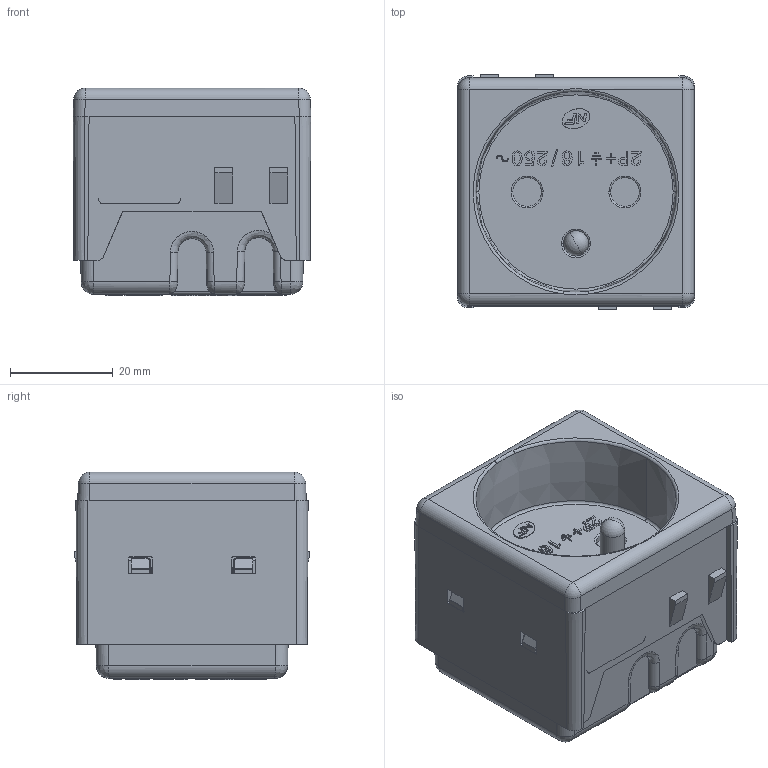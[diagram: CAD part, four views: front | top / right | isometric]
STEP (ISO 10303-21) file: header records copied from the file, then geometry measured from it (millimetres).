
FILE_DESCRIPTION(('CATIA V5 STEP Exchange','CAx-IF Rec.Pracs.--- Model Styling and Organization---1.4--- 2014-01-23'),'2;1');
FILE_NAME('ESTETICA AS.PRESA FRANCESE 2P+T SYS WH_AllCATPart.stp','2020-10-16T09:44:24+00:00',('none'),('none'),'CATIA Version 5-6 Release 2016 SP6','CATIA V5 STEP AP214','none');
FILE_SCHEMA(('AUTOMOTIVE_DESIGN { 1 0 10303 214 1 1 1 1 }'));
Products named in the file (1): ESTETICA AS.PRESA FRANCESE 2P+T SYS WH_AllCATPart
Bounding box: 46.2 x 45.6 x 40.4 mm (x, y, z)
Volume: 43717.2 mm3; surface area: 27544.8 mm2
Topology: 1 solids, 2 shells, 2227 faces, 6193 edges, 4012 vertices
Faces by surface type: plane 1722, cylinder 258, bspline 127, torus 50, cone 26, extrusion 22, sphere 22
Entity records: 80186 total; most frequent: CARTESIAN_POINT 25670, ORIENTED_EDGE 12282, DIRECTION 8329, EDGE_CURVE 6141, VECTOR 4688, LINE 4666, VERTEX_POINT 4012, EDGE_LOOP 2343
